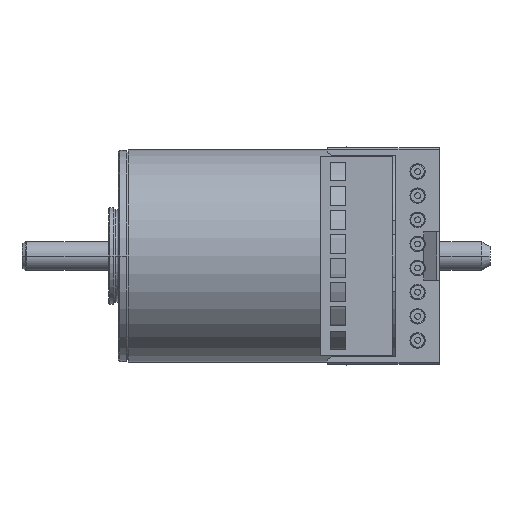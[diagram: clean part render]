
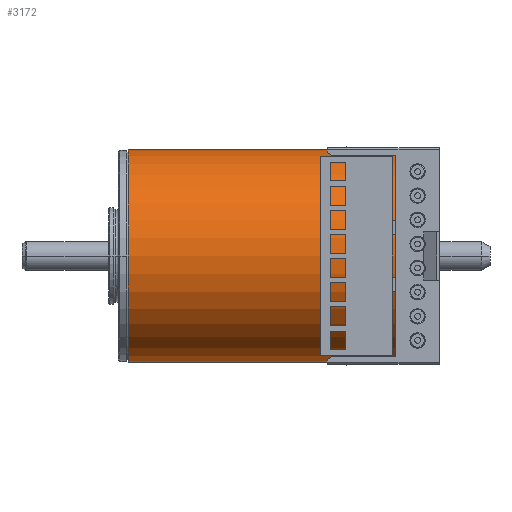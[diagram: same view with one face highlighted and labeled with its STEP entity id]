
A CAD part, front view. The second image highlights one B-rep face of the part: STEP entity #3172.
In plain terms, the highlighted cylindrical face has radius 11 mm (diameter 22 mm), a partial arc.
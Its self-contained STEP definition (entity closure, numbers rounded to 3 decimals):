
#89=CARTESIAN_POINT('',(30.5,0.,0.));
#90=DIRECTION('',(1.,0.,0.));
#91=DIRECTION('',(0.,0.,1.));
#92=AXIS2_PLACEMENT_3D('',#89,#90,#91);
#380=DIRECTION('',(1.,0.,0.));
#381=VECTOR('',#380,28.5);
#382=CARTESIAN_POINT('',(2.,0.,-11.));
#383=LINE('',#382,#381);
#395=CARTESIAN_POINT('',(2.,0.,0.));
#396=DIRECTION('',(1.,0.,0.));
#397=DIRECTION('',(0.,0.,1.));
#398=AXIS2_PLACEMENT_3D('',#395,#396,#397);
#403=DIRECTION('',(1.,0.,0.));
#404=VECTOR('',#403,28.5);
#405=CARTESIAN_POINT('',(2.,0.,11.));
#406=LINE('',#405,#404);
#2680=CARTESIAN_POINT('',(2.,0.,-11.));
#2681=CARTESIAN_POINT('',(2.,0.,11.));
#2682=VERTEX_POINT('',#2680);
#2683=VERTEX_POINT('',#2681);
#2684=CARTESIAN_POINT('',(30.5,0.,-11.));
#2685=CARTESIAN_POINT('',(30.5,0.,11.));
#2686=VERTEX_POINT('',#2684);
#2687=VERTEX_POINT('',#2685);
#3161=CARTESIAN_POINT('',(2.,0.,0.));
#3162=DIRECTION('',(1.,0.,0.));
#3163=DIRECTION('',(0.,0.,-1.));
#3164=AXIS2_PLACEMENT_3D('',#3161,#3162,#3163);
#3165=CYLINDRICAL_SURFACE('',#3164,11.);
#3166=ORIENTED_EDGE('',*,*,#3143,.F.);
#3167=ORIENTED_EDGE('',*,*,#3125,.T.);
#3168=ORIENTED_EDGE('',*,*,#3029,.T.);
#3169=ORIENTED_EDGE('',*,*,#3122,.F.);
#3170=EDGE_LOOP('',(#3166,#3167,#3168,#3169));
#3171=FACE_OUTER_BOUND('',#3170,.F.);
#3172=ADVANCED_FACE('',(#3171),#3165,.T.);
#93=CIRCLE('',#92,11.);
#399=CIRCLE('',#398,11.);
#3029=EDGE_CURVE('',#2687,#2686,#93,.T.);
#3122=EDGE_CURVE('',#2682,#2686,#383,.T.);
#3125=EDGE_CURVE('',#2683,#2687,#406,.T.);
#3143=EDGE_CURVE('',#2683,#2682,#399,.T.);
